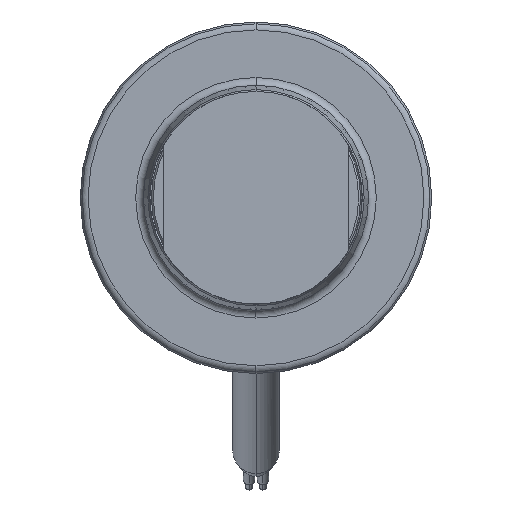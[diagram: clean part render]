
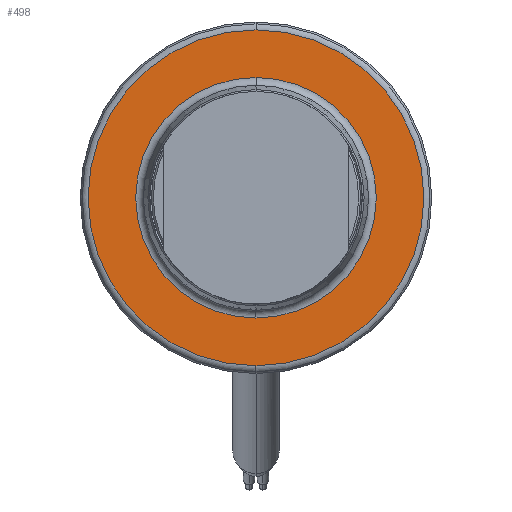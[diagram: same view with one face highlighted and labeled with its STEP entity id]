
A CAD part, left-side view. The second image highlights one B-rep face of the part: STEP entity #498.
In plain terms, the highlighted planar face has unit normal (-1, 0, 0).
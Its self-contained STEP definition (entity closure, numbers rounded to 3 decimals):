
#345 = DIRECTION ( 'NONE',  ( -1., 0., 0. ) ) ;
#444 = VERTEX_POINT ( 'NONE', #4334 ) ;
#498 = ADVANCED_FACE ( 'NONE', ( #8474, #9421 ), #657, .T. ) ;
#657 = PLANE ( 'NONE',  #3805 ) ;
#670 = CIRCLE ( 'NONE', #1200, 13. ) ;
#830 = EDGE_CURVE ( 'NONE', #444, #7449, #4108, .T. ) ;
#876 = CIRCLE ( 'NONE', #1880, 18.15 ) ;
#1060 = VERTEX_POINT ( 'NONE', #8339 ) ;
#1075 = DIRECTION ( 'NONE',  ( -1., 0., 0. ) ) ;
#1200 = AXIS2_PLACEMENT_3D ( 'NONE', #3971, #1075, #9113 ) ;
#1880 = AXIS2_PLACEMENT_3D ( 'NONE', #4687, #345, #7715 ) ;
#2162 = ORIENTED_EDGE ( 'NONE', *, *, #8998, .F. ) ;
#2165 = DIRECTION ( 'NONE',  ( 0., 0., 1. ) ) ;
#2232 = CARTESIAN_POINT ( 'NONE',  ( -34.8, 0., 0. ) ) ;
#2886 = CARTESIAN_POINT ( 'NONE',  ( -34.8, 13., 0. ) ) ;
#2916 = CARTESIAN_POINT ( 'NONE',  ( -34.8, 0., -13. ) ) ;
#2957 = DIRECTION ( 'NONE',  ( 0., 0., 1. ) ) ;
#3805 = AXIS2_PLACEMENT_3D ( 'NONE', #2886, #5738, #2165 ) ;
#3971 = CARTESIAN_POINT ( 'NONE',  ( -34.8, 0., 0. ) ) ;
#4108 = CIRCLE ( 'NONE', #7262, 13. ) ;
#4334 = CARTESIAN_POINT ( 'NONE',  ( -34.8, 0., 13. ) ) ;
#4487 = EDGE_LOOP ( 'NONE', ( #7375, #5155 ) ) ;
#4687 = CARTESIAN_POINT ( 'NONE',  ( -34.8, 0., 0. ) ) ;
#5155 = ORIENTED_EDGE ( 'NONE', *, *, #6066, .T. ) ;
#5250 = EDGE_CURVE ( 'NONE', #8851, #1060, #876, .T. ) ;
#5258 = CARTESIAN_POINT ( 'NONE',  ( -34.8, 0., 18.15 ) ) ;
#5295 = DIRECTION ( 'NONE',  ( -1., 0., 0. ) ) ;
#5590 = AXIS2_PLACEMENT_3D ( 'NONE', #2232, #5295, #2957 ) ;
#5738 = DIRECTION ( 'NONE',  ( -1., 0., 0. ) ) ;
#6066 = EDGE_CURVE ( 'NONE', #1060, #8851, #6272, .T. ) ;
#6272 = CIRCLE ( 'NONE', #5590, 18.15 ) ;
#7262 = AXIS2_PLACEMENT_3D ( 'NONE', #7311, #7283, #8057 ) ;
#7283 = DIRECTION ( 'NONE',  ( -1., 0., 0. ) ) ;
#7311 = CARTESIAN_POINT ( 'NONE',  ( -34.8, 0., 0. ) ) ;
#7375 = ORIENTED_EDGE ( 'NONE', *, *, #5250, .T. ) ;
#7449 = VERTEX_POINT ( 'NONE', #2916 ) ;
#7715 = DIRECTION ( 'NONE',  ( 0., 0., 1. ) ) ;
#8057 = DIRECTION ( 'NONE',  ( 0., 0., 1. ) ) ;
#8176 = ORIENTED_EDGE ( 'NONE', *, *, #830, .F. ) ;
#8339 = CARTESIAN_POINT ( 'NONE',  ( -34.8, 0., -18.15 ) ) ;
#8474 = FACE_OUTER_BOUND ( 'NONE', #4487, .T. ) ;
#8554 = EDGE_LOOP ( 'NONE', ( #8176, #2162 ) ) ;
#8851 = VERTEX_POINT ( 'NONE', #5258 ) ;
#8998 = EDGE_CURVE ( 'NONE', #7449, #444, #670, .T. ) ;
#9113 = DIRECTION ( 'NONE',  ( 0., 0., 1. ) ) ;
#9421 = FACE_BOUND ( 'NONE', #8554, .T. ) ;
